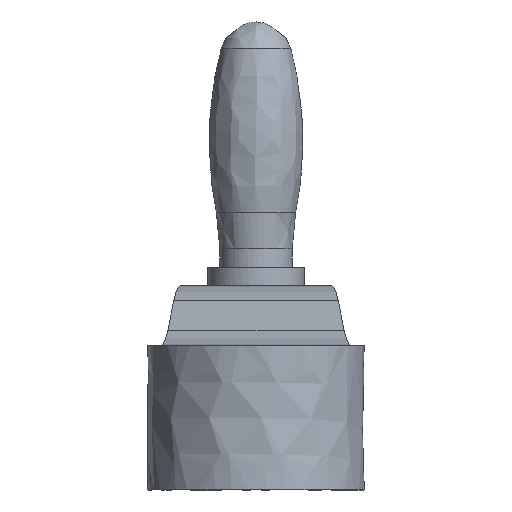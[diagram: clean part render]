
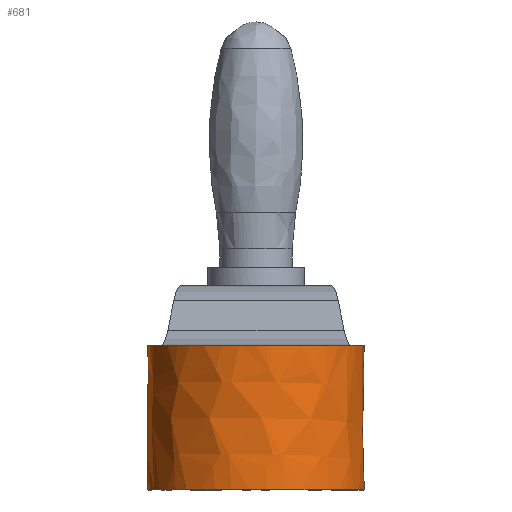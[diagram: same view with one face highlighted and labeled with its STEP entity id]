
A CAD part, left-side view. The second image highlights one B-rep face of the part: STEP entity #681.
In plain terms, the highlighted free-form (B-spline) face has degree [2, 1] with [7, 2] control points.
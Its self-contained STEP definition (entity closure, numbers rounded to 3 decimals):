
#681 = ADVANCED_FACE('',(#682),#756,.T.);
#682 = FACE_BOUND('',#683,.T.);
#683 = EDGE_LOOP('',(#684,#693,#705,#712,#720,#727,#735,#743,#750));
#684 = ORIENTED_EDGE('',*,*,#685,.T.);
#685 = EDGE_CURVE('',#686,#688,#690,.T.);
#686 = VERTEX_POINT('',#687);
#687 = CARTESIAN_POINT('',(44.266,0.,0.));
#688 = VERTEX_POINT('',#689);
#689 = CARTESIAN_POINT('',(44.266,0.,
    -49.184));
#690 = B_SPLINE_CURVE_WITH_KNOTS('',1,(#691,#692),.UNSPECIFIED.,.F.,.F.,
  (2,2),(0.,50.),.PIECEWISE_BEZIER_KNOTS.);
#691 = CARTESIAN_POINT('',(44.266,0.,0.));
#692 = CARTESIAN_POINT('',(44.266,0.,
    -49.184));
#693 = ORIENTED_EDGE('',*,*,#694,.T.);
#694 = EDGE_CURVE('',#688,#695,#697,.T.);
#695 = VERTEX_POINT('',#696);
#696 = CARTESIAN_POINT('',(44.266,0.,
    -49.184));
#697 = ( BOUNDED_CURVE() B_SPLINE_CURVE(2,(#698,#699,#700,#701,#702,#703
,#704),.UNSPECIFIED.,.T.,.F.) B_SPLINE_CURVE_WITH_KNOTS((1,2,2,2,2,1),(
    -2.094,0.,2.094,4.189,6.283,
8.378),.UNSPECIFIED.) CURVE() GEOMETRIC_REPRESENTATION_ITEM() 
RATIONAL_B_SPLINE_CURVE((1.,0.5,1.,0.5,1.,0.5,1.)) REPRESENTATION_ITEM(
  '') );
#698 = CARTESIAN_POINT('',(44.266,0.,
    -49.184));
#699 = CARTESIAN_POINT('',(44.266,76.671,
    -49.184));
#700 = CARTESIAN_POINT('',(-22.133,38.335,
    -49.184));
#701 = CARTESIAN_POINT('',(-88.532,0.,
    -49.184));
#702 = CARTESIAN_POINT('',(-22.133,-38.335,
    -49.184));
#703 = CARTESIAN_POINT('',(44.266,-76.671,
    -49.184));
#704 = CARTESIAN_POINT('',(44.266,0.,
    -49.184));
#705 = ORIENTED_EDGE('',*,*,#706,.T.);
#706 = EDGE_CURVE('',#695,#707,#709,.T.);
#707 = VERTEX_POINT('',#708);
#708 = CARTESIAN_POINT('',(44.266,0.,0.));
#709 = B_SPLINE_CURVE_WITH_KNOTS('',1,(#710,#711),.UNSPECIFIED.,.F.,.F.,
  (2,2),(0.,50.),.PIECEWISE_BEZIER_KNOTS.);
#710 = CARTESIAN_POINT('',(44.266,0.,
    -49.184));
#711 = CARTESIAN_POINT('',(44.266,0.,0.));
#712 = ORIENTED_EDGE('',*,*,#713,.T.);
#713 = EDGE_CURVE('',#707,#714,#716,.T.);
#714 = VERTEX_POINT('',#715);
#715 = CARTESIAN_POINT('',(4.427,-44.044,0.));
#716 = ( BOUNDED_CURVE() B_SPLINE_CURVE(2,(#717,#718,#719),
.UNSPECIFIED.,.F.,.F.) B_SPLINE_CURVE_WITH_KNOTS((3,3),(0.,
1.471),.PIECEWISE_BEZIER_KNOTS.) CURVE() 
GEOMETRIC_REPRESENTATION_ITEM() RATIONAL_B_SPLINE_CURVE((1.,
0.742,1.)) REPRESENTATION_ITEM('') );
#717 = CARTESIAN_POINT('',(44.266,0.,0.));
#718 = CARTESIAN_POINT('',(44.266,-40.04,0.));
#719 = CARTESIAN_POINT('',(4.427,-44.044,0.));
#720 = ORIENTED_EDGE('',*,*,#721,.T.);
#721 = EDGE_CURVE('',#714,#722,#724,.T.);
#722 = VERTEX_POINT('',#723);
#723 = CARTESIAN_POINT('',(4.427,-44.044,9.837)
  );
#724 = B_SPLINE_CURVE_WITH_KNOTS('',1,(#725,#726),.UNSPECIFIED.,.F.,.F.,
  (2,2),(0.,10.),.PIECEWISE_BEZIER_KNOTS.);
#725 = CARTESIAN_POINT('',(4.427,-44.044,0.));
#726 = CARTESIAN_POINT('',(4.427,-44.044,9.837)
  );
#727 = ORIENTED_EDGE('',*,*,#728,.T.);
#728 = EDGE_CURVE('',#722,#729,#731,.T.);
#729 = VERTEX_POINT('',#730);
#730 = CARTESIAN_POINT('',(-44.266,0.,
    9.837));
#731 = ( BOUNDED_CURVE() B_SPLINE_CURVE(2,(#732,#733,#734),
.UNSPECIFIED.,.F.,.F.) B_SPLINE_CURVE_WITH_KNOTS((3,3),(1.471,
3.142),.PIECEWISE_BEZIER_KNOTS.) CURVE() 
GEOMETRIC_REPRESENTATION_ITEM() RATIONAL_B_SPLINE_CURVE((1.,
0.671,1.)) REPRESENTATION_ITEM('') );
#732 = CARTESIAN_POINT('',(4.427,-44.044,9.837)
  );
#733 = CARTESIAN_POINT('',(-44.266,-48.938,9.837
    ));
#734 = CARTESIAN_POINT('',(-44.266,0.,
    9.837));
#735 = ORIENTED_EDGE('',*,*,#736,.T.);
#736 = EDGE_CURVE('',#729,#737,#739,.T.);
#737 = VERTEX_POINT('',#738);
#738 = CARTESIAN_POINT('',(4.427,44.044,9.837)
  );
#739 = ( BOUNDED_CURVE() B_SPLINE_CURVE(2,(#740,#741,#742),
.UNSPECIFIED.,.F.,.F.) B_SPLINE_CURVE_WITH_KNOTS((3,3),(3.142,
4.813),.PIECEWISE_BEZIER_KNOTS.) CURVE() 
GEOMETRIC_REPRESENTATION_ITEM() RATIONAL_B_SPLINE_CURVE((1.,
0.671,1.)) REPRESENTATION_ITEM('') );
#740 = CARTESIAN_POINT('',(-44.266,0.,
    9.837));
#741 = CARTESIAN_POINT('',(-44.266,48.938,9.837
    ));
#742 = CARTESIAN_POINT('',(4.427,44.044,9.837)
  );
#743 = ORIENTED_EDGE('',*,*,#744,.T.);
#744 = EDGE_CURVE('',#737,#745,#747,.T.);
#745 = VERTEX_POINT('',#746);
#746 = CARTESIAN_POINT('',(4.427,44.044,0.));
#747 = B_SPLINE_CURVE_WITH_KNOTS('',1,(#748,#749),.UNSPECIFIED.,.F.,.F.,
  (2,2),(0.,10.),.PIECEWISE_BEZIER_KNOTS.);
#748 = CARTESIAN_POINT('',(4.427,44.044,9.837)
  );
#749 = CARTESIAN_POINT('',(4.427,44.044,0.));
#750 = ORIENTED_EDGE('',*,*,#751,.T.);
#751 = EDGE_CURVE('',#745,#686,#752,.T.);
#752 = ( BOUNDED_CURVE() B_SPLINE_CURVE(2,(#753,#754,#755),
.UNSPECIFIED.,.F.,.F.) B_SPLINE_CURVE_WITH_KNOTS((3,3),(4.813,
6.283),.PIECEWISE_BEZIER_KNOTS.) CURVE() 
GEOMETRIC_REPRESENTATION_ITEM() RATIONAL_B_SPLINE_CURVE((1.,
0.742,1.)) REPRESENTATION_ITEM('') );
#753 = CARTESIAN_POINT('',(4.427,44.044,0.));
#754 = CARTESIAN_POINT('',(44.266,40.04,0.));
#755 = CARTESIAN_POINT('',(44.266,0.,0.));
#756 = ( BOUNDED_SURFACE() B_SPLINE_SURFACE(2,1,(
    (#757,#758)
    ,(#759,#760)
    ,(#761,#762)
    ,(#763,#764)
    ,(#765,#766)
    ,(#767,#768)
,(#769,#770
    )),.UNSPECIFIED.,.T.,.F.,.F.) B_SPLINE_SURFACE_WITH_KNOTS((1,2,2,2,2
    ,1),(2,2),(-2.094,0.,2.094,4.189,
    6.283,8.378),(0.,60.),.UNSPECIFIED.) 
GEOMETRIC_REPRESENTATION_ITEM() RATIONAL_B_SPLINE_SURFACE((
    (1.,1.)
    ,(0.5,0.5)
    ,(1.,1.)
    ,(0.5,0.5)
    ,(1.,1.)
    ,(0.5,0.5)
,(1.,1.))) REPRESENTATION_ITEM('') SURFACE() );
#757 = CARTESIAN_POINT('',(44.266,0.,
    9.837));
#758 = CARTESIAN_POINT('',(44.266,0.,
    -49.184));
#759 = CARTESIAN_POINT('',(44.266,-76.671,9.837
    ));
#760 = CARTESIAN_POINT('',(44.266,-76.671,
    -49.184));
#761 = CARTESIAN_POINT('',(-22.133,-38.335,9.837
    ));
#762 = CARTESIAN_POINT('',(-22.133,-38.335,
    -49.184));
#763 = CARTESIAN_POINT('',(-88.532,0.,
    9.837));
#764 = CARTESIAN_POINT('',(-88.532,0.,
    -49.184));
#765 = CARTESIAN_POINT('',(-22.133,38.335,9.837
    ));
#766 = CARTESIAN_POINT('',(-22.133,38.335,
    -49.184));
#767 = CARTESIAN_POINT('',(44.266,76.671,9.837
    ));
#768 = CARTESIAN_POINT('',(44.266,76.671,
    -49.184));
#769 = CARTESIAN_POINT('',(44.266,0.,
    9.837));
#770 = CARTESIAN_POINT('',(44.266,0.,
    -49.184));
